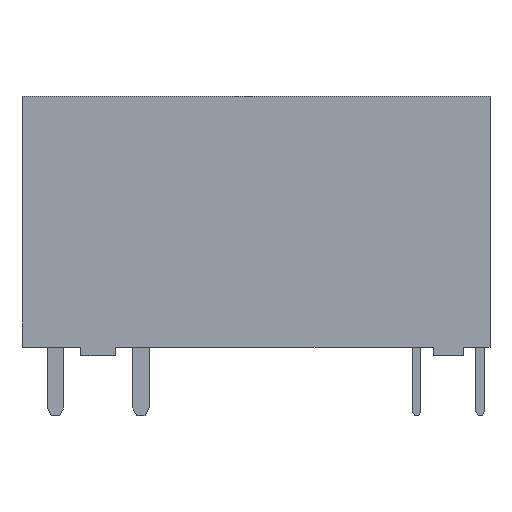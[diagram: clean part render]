
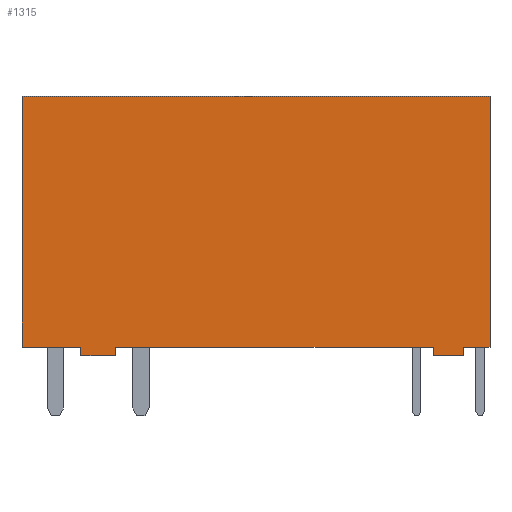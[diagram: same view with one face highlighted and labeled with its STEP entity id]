
A CAD part, top view. The second image highlights one B-rep face of the part: STEP entity #1315.
In plain terms, the highlighted planar face has unit normal (0, 0, 1).
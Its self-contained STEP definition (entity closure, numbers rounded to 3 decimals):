
#73=CARTESIAN_POINT('',(-12.839,0.0,12.958));
#74=VERTEX_POINT('',#73);
#75=CARTESIAN_POINT('',(-12.839,-0.5,12.958));
#76=VERTEX_POINT('',#75);
#77=CARTESIAN_POINT('',(-12.839,0.0,12.958));
#78=DIRECTION('',(0.0,-1.0,0.0));
#79=VECTOR('',#78,0.5);
#80=LINE('',#77,#79);
#81=EDGE_CURVE('',#74,#76,#80,.T.);
#113=CARTESIAN_POINT('',(-11.039,-0.5,12.958));
#114=VERTEX_POINT('',#113);
#115=CARTESIAN_POINT('',(-12.839,-0.5,12.958));
#116=DIRECTION('',(1.0,0.0,0.0));
#117=VECTOR('',#116,1.8);
#118=LINE('',#115,#117);
#119=EDGE_CURVE('',#76,#114,#118,.T.);
#144=CARTESIAN_POINT('',(-11.039,0.0,12.958));
#145=VERTEX_POINT('',#144);
#146=CARTESIAN_POINT('',(-11.039,-0.5,12.958));
#147=DIRECTION('',(0.0,1.0,0.0));
#148=VECTOR('',#147,0.5);
#149=LINE('',#146,#148);
#150=EDGE_CURVE('',#114,#145,#149,.T.);
#175=CARTESIAN_POINT('',(-33.929,0.0,12.958));
#176=VERTEX_POINT('',#175);
#177=CARTESIAN_POINT('',(-33.929,-0.5,12.958));
#178=VERTEX_POINT('',#177);
#179=CARTESIAN_POINT('',(-33.929,0.0,12.958));
#180=DIRECTION('',(0.0,-1.0,0.0));
#181=VECTOR('',#180,0.5);
#182=LINE('',#179,#181);
#183=EDGE_CURVE('',#176,#178,#182,.T.);
#215=CARTESIAN_POINT('',(-31.859,-0.5,12.958));
#216=VERTEX_POINT('',#215);
#217=CARTESIAN_POINT('',(-33.929,-0.5,12.958));
#218=DIRECTION('',(1.0,0.0,0.0));
#219=VECTOR('',#218,2.07);
#220=LINE('',#217,#219);
#221=EDGE_CURVE('',#178,#216,#220,.T.);
#246=CARTESIAN_POINT('',(-31.859,0.0,12.958));
#247=VERTEX_POINT('',#246);
#248=CARTESIAN_POINT('',(-31.859,-0.5,12.958));
#249=DIRECTION('',(0.0,1.0,0.0));
#250=VECTOR('',#249,0.5);
#251=LINE('',#248,#250);
#252=EDGE_CURVE('',#216,#247,#251,.T.);
#286=CARTESIAN_POINT('',(-9.449,0.0,12.958));
#287=VERTEX_POINT('',#286);
#294=CARTESIAN_POINT('',(-11.039,0.0,12.958));
#295=DIRECTION('',(1.0,0.0,0.0));
#296=VECTOR('',#295,1.59);
#297=LINE('',#294,#296);
#298=EDGE_CURVE('',#145,#287,#297,.T.);
#350=CARTESIAN_POINT('',(-31.859,0.0,12.958));
#351=DIRECTION('',(1.0,0.0,0.0));
#352=VECTOR('',#351,19.02);
#353=LINE('',#350,#352);
#354=EDGE_CURVE('',#247,#74,#353,.T.);
#1236=CARTESIAN_POINT('',(-37.449,0.0,12.958));
#1237=VERTEX_POINT('',#1236);
#1238=CARTESIAN_POINT('',(-37.449,0.0,12.958));
#1239=DIRECTION('',(1.0,0.0,0.0));
#1240=VECTOR('',#1239,3.52);
#1241=LINE('',#1238,#1240);
#1242=EDGE_CURVE('',#1237,#176,#1241,.T.);
#1267=CARTESIAN_POINT('',(-9.449,15.0,12.958));
#1268=VERTEX_POINT('',#1267);
#1275=CARTESIAN_POINT('',(-9.449,0.0,12.958));
#1276=DIRECTION('',(0.0,1.0,0.0));
#1277=VECTOR('',#1276,15.0);
#1278=LINE('',#1275,#1277);
#1279=EDGE_CURVE('',#287,#1268,#1278,.T.);
#1284=CARTESIAN_POINT('',(-37.449,0.0,12.958));
#1285=DIRECTION('',(0.0,0.0,1.0));
#1286=DIRECTION('',(1.0,0.0,0.0));
#1287=AXIS2_PLACEMENT_3D('',#1284,#1285,#1286);
#1288=PLANE('',#1287);
#1289=ORIENTED_EDGE('',*,*,#1242,.T.);
#1290=ORIENTED_EDGE('',*,*,#183,.T.);
#1291=ORIENTED_EDGE('',*,*,#221,.T.);
#1292=ORIENTED_EDGE('',*,*,#252,.T.);
#1293=ORIENTED_EDGE('',*,*,#354,.T.);
#1294=ORIENTED_EDGE('',*,*,#81,.T.);
#1295=ORIENTED_EDGE('',*,*,#119,.T.);
#1296=ORIENTED_EDGE('',*,*,#150,.T.);
#1297=ORIENTED_EDGE('',*,*,#298,.T.);
#1298=ORIENTED_EDGE('',*,*,#1279,.T.);
#1299=CARTESIAN_POINT('',(-37.449,15.0,12.958));
#1300=VERTEX_POINT('',#1299);
#1301=CARTESIAN_POINT('',(-37.449,15.0,12.958));
#1302=DIRECTION('',(1.0,0.0,0.0));
#1303=VECTOR('',#1302,28.);
#1304=LINE('',#1301,#1303);
#1305=EDGE_CURVE('',#1300,#1268,#1304,.T.);
#1306=ORIENTED_EDGE('',*,*,#1305,.F.);
#1307=CARTESIAN_POINT('',(-37.449,0.0,12.958));
#1308=DIRECTION('',(0.0,1.0,0.0));
#1309=VECTOR('',#1308,15.0);
#1310=LINE('',#1307,#1309);
#1311=EDGE_CURVE('',#1237,#1300,#1310,.T.);
#1312=ORIENTED_EDGE('',*,*,#1311,.F.);
#1313=EDGE_LOOP('',(#1289,#1290,#1291,#1292,#1293,#1294,#1295,#1296,#1297,#1298,#1306,#1312));
#1314=FACE_OUTER_BOUND('',#1313,.T.);
#1315=ADVANCED_FACE('',(#1314),#1288,.T.);
